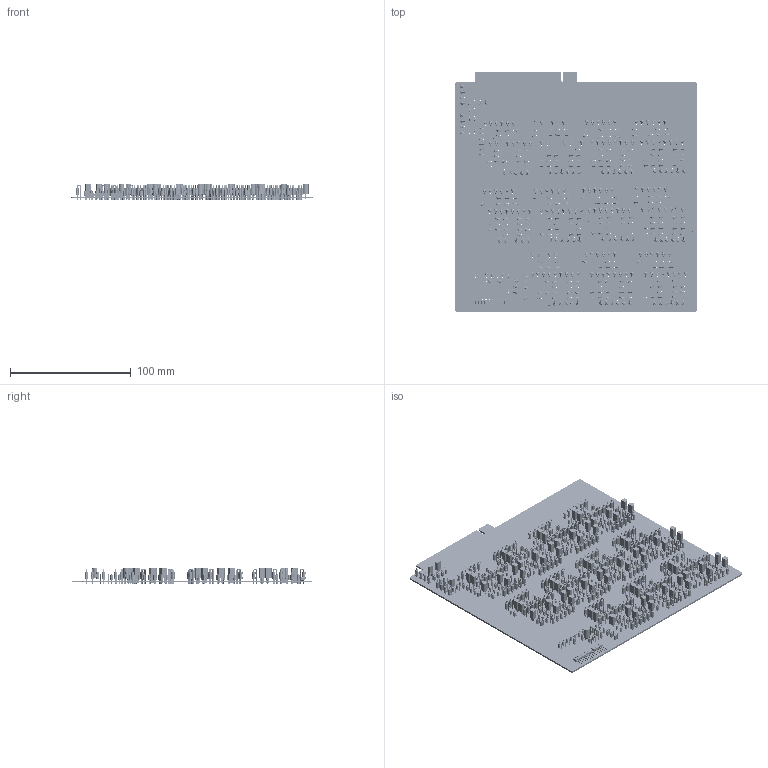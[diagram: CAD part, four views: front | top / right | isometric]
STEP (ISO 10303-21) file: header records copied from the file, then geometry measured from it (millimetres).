
FILE_DESCRIPTION(('KiCad electronic assembly'),'2;1');
FILE_NAME('Santas Microfactory - Scoring and Health.step', '2026-01-05T21:52:16',('Pcbnew'),('Kicad'), 'Open CASCADE STEP processor 7.8','KiCad to STEP converter','Unknown' );
FILE_SCHEMA(('AUTOMOTIVE_DESIGN { 1 0 10303 214 1 1 1 1 }'));
Length unit declared in the file: millimetre
Products named in the file (7): Santas Microfactory - Scoring and Health 1; R_Axial_DIN0207_L6.3mm_D2.5mm_P2.54mm_Vertical; D_DO-35_SOD27_P2.54mm_Vertical_AnodeUp; TO-92L_Inline; PinHeader_1x04_P2.54mm_Horizontal; PinHeader_1x08_P2.54mm_Horizontal; Santas Microfactory - Scoring and Health_PCB
Assembly tree (630 placements, depth 2):
  Santas Microfactory - Scoring and Health 1
    R_Axial_DIN0207_L6.3mm_D2.5mm_P2.54mm_Vertical  x233
    D_DO-35_SOD27_P2.54mm_Vertical_AnodeUp  x313
    TO-92L_Inline  x81
    PinHeader_1x04_P2.54mm_Horizontal
    PinHeader_1x08_P2.54mm_Horizontal
    Santas Microfactory - Scoring and Health_PCB
Bounding box: 200 x 199.45 x 13.5 mm (x, y, z)
Volume: 81031.4 mm3; surface area: 135984 mm2
Topology: 630 solids, 630 shells, 12522 faces, 23061 edges, 14250 vertices
Faces by surface type: cylinder 5267, plane 5071, torus 2184
Full cylindrical faces by diameter (mm): 0.5 x1252, 0.6 x932, 0.75 x243, 0.8 x1092, 1 x12, 2 x626, 2.02 x313, 2.25 x233, 2.5 x466
Entity records: 71806 total; most frequent: DIRECTION 12553, CARTESIAN_POINT 10704, ORIENTED_EDGE 10026, AXIS2_PLACEMENT_3D 5155, EDGE_CURVE 5013, FACE_BOUND 4483, EDGE_LOOP 4483, VERTEX_POINT 3306
